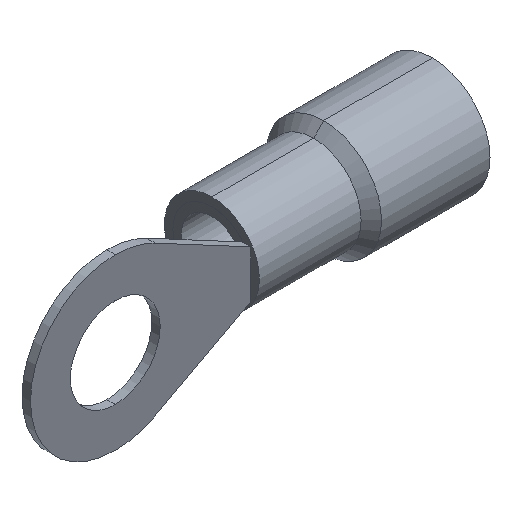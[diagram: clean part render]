
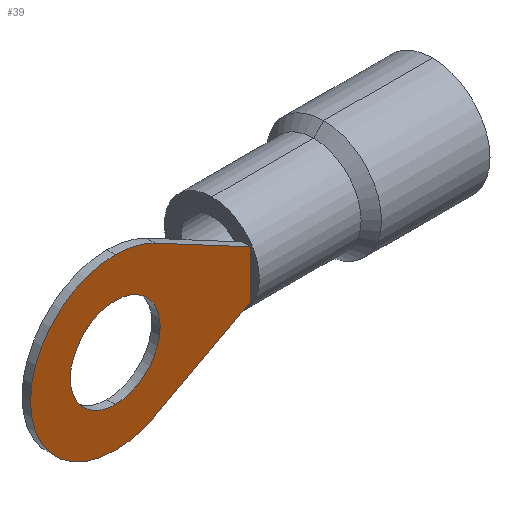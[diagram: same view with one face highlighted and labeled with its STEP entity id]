
A CAD part, isometric view. The second image highlights one B-rep face of the part: STEP entity #39.
In plain terms, the highlighted planar face has unit normal (0, -1, 0).
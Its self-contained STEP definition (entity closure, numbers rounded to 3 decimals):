
#3 = EDGE_CURVE ( 'NONE', #648, #663, #532, .T. ) ;
#10 = EDGE_CURVE ( 'NONE', #663, #545, #550, .T. ) ;
#15 = EDGE_CURVE ( 'NONE', #647, #632, #840, .T. ) ;
#16 = EDGE_CURVE ( 'NONE', #570, #647, #820, .T. ) ;
#20 = EDGE_CURVE ( 'NONE', #488, #573, #858, .T. ) ;
#25 = EDGE_CURVE ( 'NONE', #505, #570, #506, .T. ) ;
#26 = EDGE_CURVE ( 'NONE', #632, #648, #856, .T. ) ;
#28 = EDGE_CURVE ( 'NONE', #545, #505, #798, .T. ) ;
#39 = ADVANCED_FACE ( 'NONE', ( #168, #166 ), #162, .T. ) ;
#94 = EDGE_CURVE ( 'NONE', #573, #488, #914, .T. ) ;
#119 = CARTESIAN_POINT ( 'NONE',  ( 0., 0., 0. ) ) ;
#121 = DIRECTION ( 'NONE',  ( 0., -1., 0. ) ) ;
#160 = DIRECTION ( 'NONE',  ( 0., 0., -1. ) ) ;
#162 = PLANE ( 'NONE',  #1004 ) ;
#166 = FACE_OUTER_BOUND ( 'NONE', #630, .T. ) ;
#168 = FACE_BOUND ( 'NONE', #496, .T. ) ;
#321 = CARTESIAN_POINT ( 'NONE',  ( 2.353, 0., -4.412 ) ) ;
#333 = DIRECTION ( 'NONE',  ( 0., 1., 0. ) ) ;
#334 = CARTESIAN_POINT ( 'NONE',  ( 0., 0., -5. ) ) ;
#350 = CARTESIAN_POINT ( 'NONE',  ( 2.353, 0., 4.412 ) ) ;
#355 = CARTESIAN_POINT ( 'NONE',  ( 0., 0., 2.65 ) ) ;
#396 = CARTESIAN_POINT ( 'NONE',  ( 0., 0., 0. ) ) ;
#423 = CARTESIAN_POINT ( 'NONE',  ( 0., 0., 5. ) ) ;
#436 = CARTESIAN_POINT ( 'NONE',  ( 8., 0., 1.4 ) ) ;
#455 = DIRECTION ( 'NONE',  ( 0., 0., 1. ) ) ;
#460 = CARTESIAN_POINT ( 'NONE',  ( 0., 0., -2.65 ) ) ;
#462 = CARTESIAN_POINT ( 'NONE',  ( 8., 0., 0. ) ) ;
#465 = CARTESIAN_POINT ( 'NONE',  ( 8., 0., -1.4 ) ) ;
#480 = DIRECTION ( 'NONE',  ( -0.882, 0., -0.471 ) ) ;
#488 = VERTEX_POINT ( 'NONE', #355 ) ;
#489 = CARTESIAN_POINT ( 'NONE',  ( 0., 0., 0. ) ) ;
#492 = DIRECTION ( 'NONE',  ( 0., 0., -1. ) ) ;
#496 = EDGE_LOOP ( 'NONE', ( #567, #576 ) ) ;
#505 = VERTEX_POINT ( 'NONE', #465 ) ;
#506 = LINE ( 'NONE', #793, #818 ) ;
#517 = DIRECTION ( 'NONE',  ( 0., 1., 0. ) ) ;
#526 = CARTESIAN_POINT ( 'NONE',  ( 8., 0., -1.4 ) ) ;
#532 = LINE ( 'NONE', #594, #828 ) ;
#539 = DIRECTION ( 'NONE',  ( 0., 1., 0. ) ) ;
#545 = VERTEX_POINT ( 'NONE', #462 ) ;
#550 = LINE ( 'NONE', #526, #845 ) ;
#551 = CARTESIAN_POINT ( 'NONE',  ( 8., 0., -1.4 ) ) ;
#565 = DIRECTION ( 'NONE',  ( 0.882, 0., -0.471 ) ) ;
#566 = CARTESIAN_POINT ( 'NONE',  ( 0., 0., 0. ) ) ;
#567 = ORIENTED_EDGE ( 'NONE', *, *, #20, .T. ) ;
#570 = VERTEX_POINT ( 'NONE', #321 ) ;
#573 = VERTEX_POINT ( 'NONE', #460 ) ;
#576 = ORIENTED_EDGE ( 'NONE', *, *, #94, .T. ) ;
#581 = DIRECTION ( 'NONE',  ( 0., 0., -1. ) ) ;
#594 = CARTESIAN_POINT ( 'NONE',  ( 8., 0., 1.4 ) ) ;
#602 = CARTESIAN_POINT ( 'NONE',  ( 0., 0., 0. ) ) ;
#613 = DIRECTION ( 'NONE',  ( 0., 1., 0. ) ) ;
#630 = EDGE_LOOP ( 'NONE', ( #670, #673, #748, #757, #754, #759, #656 ) ) ;
#632 = VERTEX_POINT ( 'NONE', #423 ) ;
#639 = DIRECTION ( 'NONE',  ( 0., 0., -1. ) ) ;
#644 = DIRECTION ( 'NONE',  ( 0., 0., -1. ) ) ;
#646 = CARTESIAN_POINT ( 'NONE',  ( 0., 0., 0. ) ) ;
#647 = VERTEX_POINT ( 'NONE', #334 ) ;
#648 = VERTEX_POINT ( 'NONE', #350 ) ;
#656 = ORIENTED_EDGE ( 'NONE', *, *, #15, .F. ) ;
#663 = VERTEX_POINT ( 'NONE', #436 ) ;
#669 = DIRECTION ( 'NONE',  ( 0., 0., -1. ) ) ;
#670 = ORIENTED_EDGE ( 'NONE', *, *, #16, .F. ) ;
#673 = ORIENTED_EDGE ( 'NONE', *, *, #25, .F. ) ;
#748 = ORIENTED_EDGE ( 'NONE', *, *, #28, .F. ) ;
#754 = ORIENTED_EDGE ( 'NONE', *, *, #3, .F. ) ;
#757 = ORIENTED_EDGE ( 'NONE', *, *, #10, .F. ) ;
#759 = ORIENTED_EDGE ( 'NONE', *, *, #26, .F. ) ;
#768 = DIRECTION ( 'NONE',  ( 0., 1., 0. ) ) ;
#793 = CARTESIAN_POINT ( 'NONE',  ( 8., 0., -1.4 ) ) ;
#798 = LINE ( 'NONE', #551, #843 ) ;
#800 = DIRECTION ( 'NONE',  ( 0., 0., 1. ) ) ;
#818 = VECTOR ( 'NONE', #480, 1000. ) ;
#820 = CIRCLE ( 'NONE', #849, 5. ) ;
#828 = VECTOR ( 'NONE', #565, 1000. ) ;
#834 = AXIS2_PLACEMENT_3D ( 'NONE', #566, #539, #800 ) ;
#836 = AXIS2_PLACEMENT_3D ( 'NONE', #602, #613, #581 ) ;
#840 = CIRCLE ( 'NONE', #850, 5. ) ;
#843 = VECTOR ( 'NONE', #644, 1000. ) ;
#845 = VECTOR ( 'NONE', #492, 1000. ) ;
#849 = AXIS2_PLACEMENT_3D ( 'NONE', #646, #517, #669 ) ;
#850 = AXIS2_PLACEMENT_3D ( 'NONE', #489, #768, #639 ) ;
#856 = CIRCLE ( 'NONE', #836, 5. ) ;
#858 = CIRCLE ( 'NONE', #834, 2.65 ) ;
#914 = CIRCLE ( 'NONE', #999, 2.65 ) ;
#999 = AXIS2_PLACEMENT_3D ( 'NONE', #396, #333, #455 ) ;
#1004 = AXIS2_PLACEMENT_3D ( 'NONE', #119, #121, #160 ) ;
